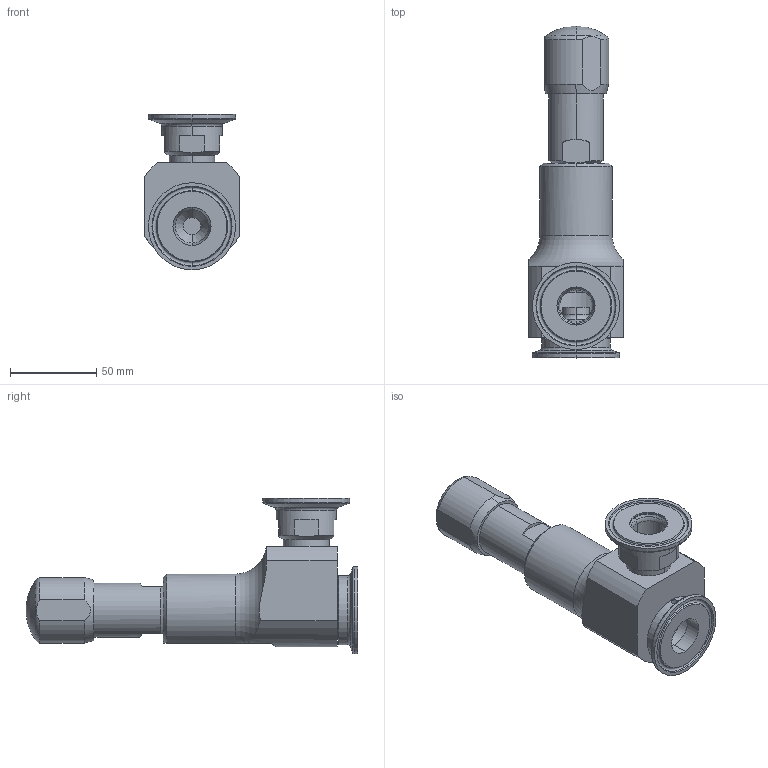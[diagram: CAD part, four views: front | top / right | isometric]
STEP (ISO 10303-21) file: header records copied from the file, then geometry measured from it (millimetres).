
FILE_DESCRIPTION((''),'2;1');
FILE_NAME('TYPE481-H4-BO-BO-NPS1X1_ASM','2019-12-02T',('aleksandrowicz'),(''),'PRO/ENGINEER BY PARAMETRIC TECHNOLOGY CORPORATION, 2014430','PRO/ENGINEER BY PARAMETRIC TECHNOLOGY CORPORATION, 2014430','');
FILE_SCHEMA(('CONFIG_CONTROL_DESIGN'));
Length unit declared in the file: millimetre
Products named in the file (5): 123-6709-03-B01; 140-0809-02-B01; 136-4609-00-B27; 178-7609-00-B01; TYPE481-H4-BO-BO-NPS1X1_ASM
Assembly tree (4 placements, depth 2):
  TYPE481-H4-BO-BO-NPS1X1_ASM
    123-6709-03-B01
    140-0809-02-B01
    136-4609-00-B27
    178-7609-00-B01
Bounding box: 55 x 192.5 x 90.25 mm (x, y, z)
Volume: 244190.3 mm3; surface area: 61240.9 mm2
Topology: 4 solids, 4 shells, 239 faces, 573 edges, 355 vertices
Faces by surface type: plane 98, cylinder 70, cone 36, torus 31, sphere 2, bspline 2
Entity records: 7340 total; most frequent: CARTESIAN_POINT 1559, DIRECTION 1260, ORIENTED_EDGE 1138, EDGE_CURVE 569, AXIS2_PLACEMENT_3D 487, VERTEX_POINT 355, VECTOR 286, LINE 286
